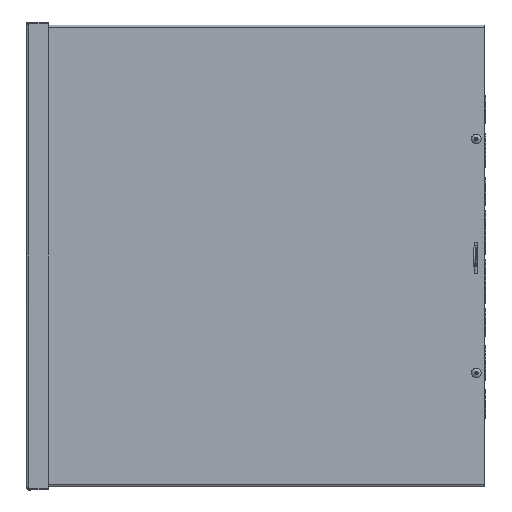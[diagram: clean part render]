
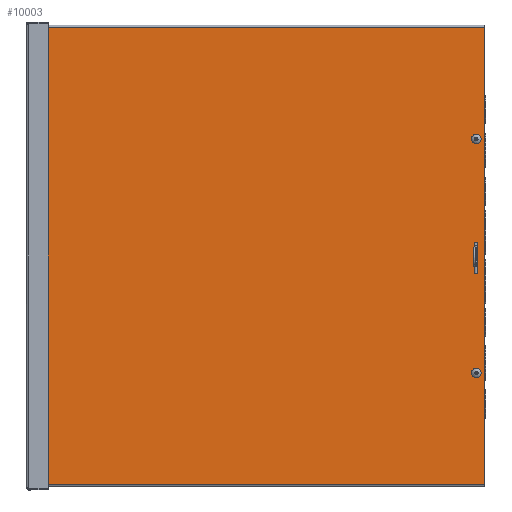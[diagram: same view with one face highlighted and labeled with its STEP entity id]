
A CAD part, front view. The second image highlights one B-rep face of the part: STEP entity #10003.
In plain terms, the highlighted face is planar.
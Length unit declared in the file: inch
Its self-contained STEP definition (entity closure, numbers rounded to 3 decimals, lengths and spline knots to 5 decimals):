
#411=FACE_BOUND($,#1822,.T.);
#412=FACE_BOUND($,#1823,.T.);
#413=FACE_BOUND($,#1824,.T.);
#414=FACE_BOUND($,#1825,.T.);
#415=FACE_BOUND($,#1826,.T.);
#416=FACE_BOUND($,#1827,.T.);
#742=PLANE($,#10780);
#1822=EDGE_LOOP($,(#8270));
#1823=EDGE_LOOP($,(#8271));
#1824=EDGE_LOOP($,(#8272));
#1825=EDGE_LOOP($,(#8273));
#1826=EDGE_LOOP($,(#8274,#8275,#8276,#8277));
#1827=EDGE_LOOP($,(#8278,#8279,#8280,#8281));
#2738=LINE($,#17061,#3555);
#2742=LINE($,#17069,#3559);
#2745=LINE($,#17075,#3562);
#2749=LINE($,#17081,#3566);
#2751=LINE($,#17089,#3568);
#2767=LINE($,#17130,#3584);
#2782=LINE($,#17165,#3599);
#2784=LINE($,#17168,#3601);
#3555=VECTOR($,#12856,1.25);
#3559=VECTOR($,#12862,0.15625);
#3562=VECTOR($,#12867,1.25);
#3566=VECTOR($,#12873,0.15625);
#3568=VECTOR($,#12879,18.);
#3584=VECTOR($,#12921,18.);
#3599=VECTOR($,#12960,18.1885);
#3601=VECTOR($,#12964,18.1885);
#3932=CIRCLE($,#10739,0.1565);
#3934=CIRCLE($,#10742,0.1565);
#3936=CIRCLE($,#10745,0.1565);
#3938=CIRCLE($,#10748,0.1565);
#4684=VERTEX_POINT($,#17041);
#4686=VERTEX_POINT($,#17046);
#4688=VERTEX_POINT($,#17051);
#4690=VERTEX_POINT($,#17056);
#4691=VERTEX_POINT($,#17059);
#4692=VERTEX_POINT($,#17060);
#4695=VERTEX_POINT($,#17068);
#4697=VERTEX_POINT($,#17074);
#4701=VERTEX_POINT($,#17086);
#4702=VERTEX_POINT($,#17088);
#4713=VERTEX_POINT($,#17127);
#4714=VERTEX_POINT($,#17129);
#5890=EDGE_CURVE($,#4684,#4684,#3932,.T.);
#5892=EDGE_CURVE($,#4686,#4686,#3934,.T.);
#5894=EDGE_CURVE($,#4688,#4688,#3936,.T.);
#5896=EDGE_CURVE($,#4690,#4690,#3938,.T.);
#5897=EDGE_CURVE($,#4691,#4692,#2738,.T.);
#5901=EDGE_CURVE($,#4695,#4691,#2742,.T.);
#5904=EDGE_CURVE($,#4697,#4695,#2745,.T.);
#5908=EDGE_CURVE($,#4692,#4697,#2749,.T.);
#5911=EDGE_CURVE($,#4702,#4701,#2751,.T.);
#5931=EDGE_CURVE($,#4714,#4713,#2767,.T.);
#5949=EDGE_CURVE($,#4714,#4701,#2782,.T.);
#5951=EDGE_CURVE($,#4702,#4713,#2784,.T.);
#8270=ORIENTED_EDGE($,*,*,#5890,.T.);
#8271=ORIENTED_EDGE($,*,*,#5892,.T.);
#8272=ORIENTED_EDGE($,*,*,#5894,.T.);
#8273=ORIENTED_EDGE($,*,*,#5896,.T.);
#8274=ORIENTED_EDGE($,*,*,#5897,.T.);
#8275=ORIENTED_EDGE($,*,*,#5908,.T.);
#8276=ORIENTED_EDGE($,*,*,#5904,.T.);
#8277=ORIENTED_EDGE($,*,*,#5901,.T.);
#8278=ORIENTED_EDGE($,*,*,#5931,.T.);
#8279=ORIENTED_EDGE($,*,*,#5951,.F.);
#8280=ORIENTED_EDGE($,*,*,#5911,.T.);
#8281=ORIENTED_EDGE($,*,*,#5949,.F.);
#10003=ADVANCED_FACE($,(#411,#412,#413,#414,#415,#416),#742,.T.);
#10739=AXIS2_PLACEMENT_3D($,#17042,#12834,#12835);
#10742=AXIS2_PLACEMENT_3D($,#17047,#12840,#12841);
#10745=AXIS2_PLACEMENT_3D($,#17052,#12846,#12847);
#10748=AXIS2_PLACEMENT_3D($,#17057,#12852,#12853);
#10780=AXIS2_PLACEMENT_3D($,#17167,#12962,#12963);
#12834=DIRECTION('center_axis',(0.,0.,-1.));
#12835=DIRECTION('ref_axis',(-1.,0.,0.));
#12840=DIRECTION('center_axis',(0.,0.,-1.));
#12841=DIRECTION('ref_axis',(-1.,0.,0.));
#12846=DIRECTION('center_axis',(0.,0.,-1.));
#12847=DIRECTION('ref_axis',(-1.,0.,0.));
#12852=DIRECTION('center_axis',(0.,0.,-1.));
#12853=DIRECTION('ref_axis',(-1.,0.,0.));
#12856=DIRECTION($,(1.,0.,0.));
#12862=DIRECTION($,(0.,1.,0.));
#12867=DIRECTION($,(-1.,0.,0.));
#12873=DIRECTION($,(0.,-1.,0.));
#12879=DIRECTION($,(0.,1.,0.));
#12921=DIRECTION($,(0.,-1.,0.));
#12960=DIRECTION($,(1.,0.,0.));
#12962=DIRECTION('center_axis',(0.,0.,1.));
#12963=DIRECTION('ref_axis',(1.,0.,0.));
#12964=DIRECTION($,(-1.,0.,0.));
#17041=CARTESIAN_POINT('',(4.828,8.656,0.062));
#17042=CARTESIAN_POINT('Origin',(4.6715,8.656,0.062));
#17046=CARTESIAN_POINT('',(-4.485,8.656,0.062));
#17047=CARTESIAN_POINT('Origin',(-4.6415,8.656,0.062));
#17051=CARTESIAN_POINT('',(4.828,-8.656,0.062));
#17052=CARTESIAN_POINT('Origin',(4.6715,-8.656,0.062));
#17056=CARTESIAN_POINT('',(-4.485,-8.656,0.062));
#17057=CARTESIAN_POINT('Origin',(-4.6415,-8.656,0.062));
#17059=CARTESIAN_POINT('',(-0.6795,-8.56588,0.062));
#17060=CARTESIAN_POINT('',(0.5705,-8.56588,0.062));
#17061=CARTESIAN_POINT($,(-0.01975,-8.56588,0.062));
#17068=CARTESIAN_POINT('',(-0.6795,-8.72213,0.062));
#17069=CARTESIAN_POINT($,(-0.6795,-4.322,0.062));
#17074=CARTESIAN_POINT('',(0.5705,-8.72213,0.062));
#17075=CARTESIAN_POINT($,(-0.01975,-8.72213,0.062));
#17081=CARTESIAN_POINT($,(0.5705,-4.36106,0.062));
#17086=CARTESIAN_POINT('',(9.10925,9.,0.062));
#17088=CARTESIAN_POINT('',(9.10925,-9.,0.062));
#17089=CARTESIAN_POINT($,(9.10925,-4.5,0.062));
#17127=CARTESIAN_POINT('',(-9.07925,-9.,0.062));
#17129=CARTESIAN_POINT('',(-9.07925,9.,0.062));
#17130=CARTESIAN_POINT($,(-9.07925,4.5,0.062));
#17165=CARTESIAN_POINT($,(-9.1725,9.,0.062));
#17167=CARTESIAN_POINT('Origin',(0.015,0.,0.062));
#17168=CARTESIAN_POINT($,(9.2025,-9.,0.062));
